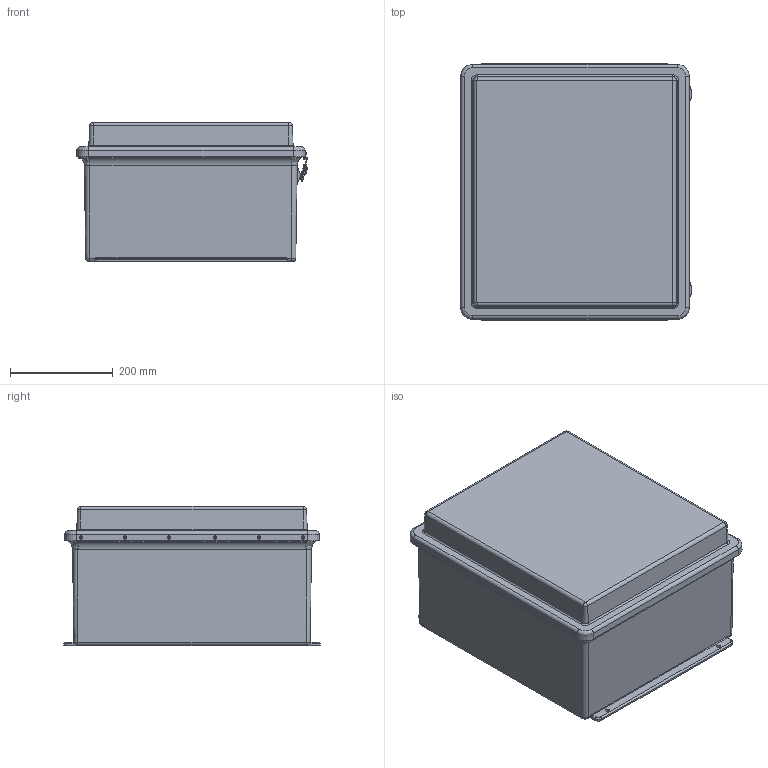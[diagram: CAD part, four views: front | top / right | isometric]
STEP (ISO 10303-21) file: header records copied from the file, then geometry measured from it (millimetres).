
FILE_DESCRIPTION(/* description */ (''),/* implementation_level */ '2;1');
FILE_NAME(/* name */ 'HW-RHJ181610CHTL.stp',/* time_stamp */ '2014-04-07T09:20:38-05:00',/* author */ ('jtigges'),/* organization */ (''),/* preprocessor_version */ 'ST-DEVELOPER v15.2',/* originating_system */ 'Autodesk Inventor 2014',/* authorisation */ '');
FILE_SCHEMA (('AUTOMOTIVE_DESIGN { 1 0 10303 214 3 1 1 }'));
Length unit declared in the file: inch
Products named in the file (28): J1816HL_5; RMINS45821P_151; RMINS45821P_152; RMINS45821P_153; RMINS45821P_154; J1816BHL; RMHINGCOV17; RMHINGPIN17; RMHINGBOX17; RMHING17; RJ1816HLCVR; GASKET_1816; WP1816HLU; RMRIV43; RMKEEPJLL150WT; JONEA; JONEB; JONEC; JONED; JONEE; JONEF; JONEG; JONEH; JONEI; JONE; RMLATJLL150_15; RMLATJLL150_16; RJ1816HLL_STP
Bounding box: 449.65 x 498.48 x 270.3 mm (x, y, z)
Volume: 4090036.5 mm3; surface area: 1901028.6 mm2
Topology: 52 solids, 52 shells, 1366 faces, 3483 edges, 2263 vertices
Faces by surface type: plane 620, cylinder 527, bspline 86, cone 63, torus 60, sphere 10
Full cylindrical faces by diameter (mm): 2.159 x71, 2.4 x2, 2.7 x4, 3 x2, 3.175 x20, 3.25 x2, 3.302 x4, 3.327 x12, 3.5 x2, 3.556 x20, 3.861 x5, 3.962 x7, 4.2 x4, 4.609 x2, 4.618 x2, 4.7 x2, 4.9 x2, 5 x4, 5.3 x2, 5.537 x4, 6.35 x20, 6.858 x4, 13.3 x2, 13.5 x2
Entity records: 37352 total; most frequent: CARTESIAN_POINT 11808, DIRECTION 5367, ORIENTED_EDGE 4876, EDGE_CURVE 2438, AXIS2_PLACEMENT_3D 2003, VERTEX_POINT 1677, EDGE_LOOP 1417, LINE 1361
